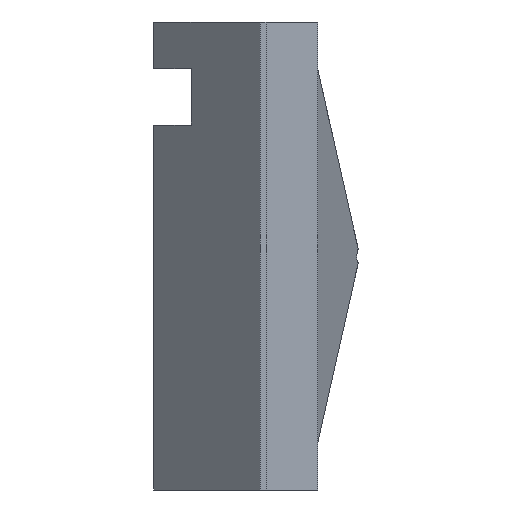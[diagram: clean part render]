
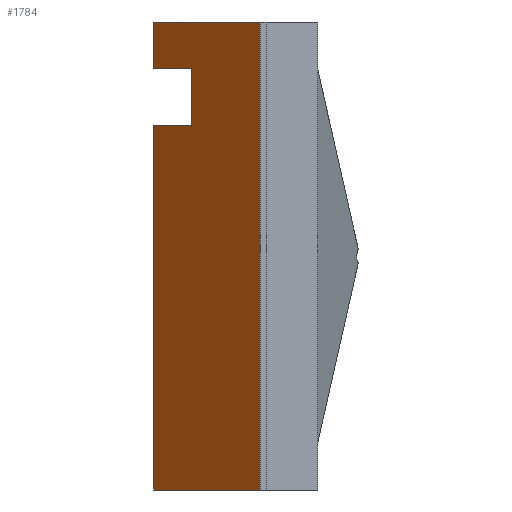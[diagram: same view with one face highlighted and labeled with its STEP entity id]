
A CAD part, left-side view. The second image highlights one B-rep face of the part: STEP entity #1784.
In plain terms, the highlighted planar face has unit normal (-0.707, 0.707, 0).
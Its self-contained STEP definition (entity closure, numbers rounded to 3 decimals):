
#143=PLANE('',#1888);
#237=FACE_OUTER_BOUND('',#335,.T.);
#335=EDGE_LOOP('',(#1487,#1488,#1489,#1490,#1491,#1492,#1493,#1494));
#491=LINE('',#3027,#679);
#492=LINE('',#3029,#680);
#493=LINE('',#3031,#681);
#494=LINE('',#3033,#682);
#495=LINE('',#3035,#683);
#496=LINE('',#3037,#684);
#497=LINE('',#3039,#685);
#498=LINE('',#3040,#686);
#679=VECTOR('',#2143,10.);
#680=VECTOR('',#2144,10.);
#681=VECTOR('',#2145,10.);
#682=VECTOR('',#2146,10.);
#683=VECTOR('',#2147,10.);
#684=VECTOR('',#2148,10.);
#685=VECTOR('',#2149,10.);
#686=VECTOR('',#2150,10.);
#879=VERTEX_POINT('',#3025);
#880=VERTEX_POINT('',#3026);
#881=VERTEX_POINT('',#3028);
#882=VERTEX_POINT('',#3030);
#883=VERTEX_POINT('',#3032);
#884=VERTEX_POINT('',#3034);
#885=VERTEX_POINT('',#3036);
#886=VERTEX_POINT('',#3038);
#1109=EDGE_CURVE('',#879,#880,#491,.T.);
#1110=EDGE_CURVE('',#880,#881,#492,.T.);
#1111=EDGE_CURVE('',#881,#882,#493,.T.);
#1112=EDGE_CURVE('',#882,#883,#494,.T.);
#1113=EDGE_CURVE('',#883,#884,#495,.T.);
#1114=EDGE_CURVE('',#884,#885,#496,.T.);
#1115=EDGE_CURVE('',#885,#886,#497,.T.);
#1116=EDGE_CURVE('',#886,#879,#498,.T.);
#1487=ORIENTED_EDGE('',*,*,#1109,.T.);
#1488=ORIENTED_EDGE('',*,*,#1110,.T.);
#1489=ORIENTED_EDGE('',*,*,#1111,.T.);
#1490=ORIENTED_EDGE('',*,*,#1112,.T.);
#1491=ORIENTED_EDGE('',*,*,#1113,.T.);
#1492=ORIENTED_EDGE('',*,*,#1114,.T.);
#1493=ORIENTED_EDGE('',*,*,#1115,.T.);
#1494=ORIENTED_EDGE('',*,*,#1116,.T.);
#1784=ADVANCED_FACE('',(#237),#143,.T.);
#1888=AXIS2_PLACEMENT_3D('',#3024,#2141,#2142);
#2141=DIRECTION('center_axis',(-0.707,0.707,0.));
#2142=DIRECTION('ref_axis',(0.,0.,1.));
#2143=DIRECTION('',(0.707,0.707,0.));
#2144=DIRECTION('',(0.,0.,-1.));
#2145=DIRECTION('',(-0.707,-0.707,0.));
#2146=DIRECTION('',(0.,0.,1.));
#2147=DIRECTION('',(0.707,0.707,0.));
#2148=DIRECTION('',(0.,0.,-1.));
#2149=DIRECTION('',(-0.707,-0.707,0.));
#2150=DIRECTION('',(0.,0.,-1.));
#3024=CARTESIAN_POINT('Origin',(13.85,5.9,-6.25));
#3025=CARTESIAN_POINT('',(14.7,6.75,6.997));
#3026=CARTESIAN_POINT('',(16.7,8.75,6.997));
#3027=CARTESIAN_POINT('',(13.537,5.586,6.997));
#3028=CARTESIAN_POINT('',(16.7,8.75,-12.5));
#3029=CARTESIAN_POINT('',(16.7,8.75,-6.25));
#3030=CARTESIAN_POINT('',(11.,3.05,-12.5));
#3031=CARTESIAN_POINT('',(12.038,4.087,-12.5));
#3032=CARTESIAN_POINT('',(11.,3.05,12.5));
#3033=CARTESIAN_POINT('',(11.,3.05,-6.25));
#3034=CARTESIAN_POINT('',(16.7,8.75,12.5));
#3035=CARTESIAN_POINT('',(5.788,-2.163,12.5));
#3036=CARTESIAN_POINT('',(16.7,8.75,9.997));
#3037=CARTESIAN_POINT('',(16.7,8.75,-3.125));
#3038=CARTESIAN_POINT('',(14.7,6.75,9.997));
#3039=CARTESIAN_POINT('',(20.872,12.922,9.997));
#3040=CARTESIAN_POINT('',(14.7,6.75,1.124));
